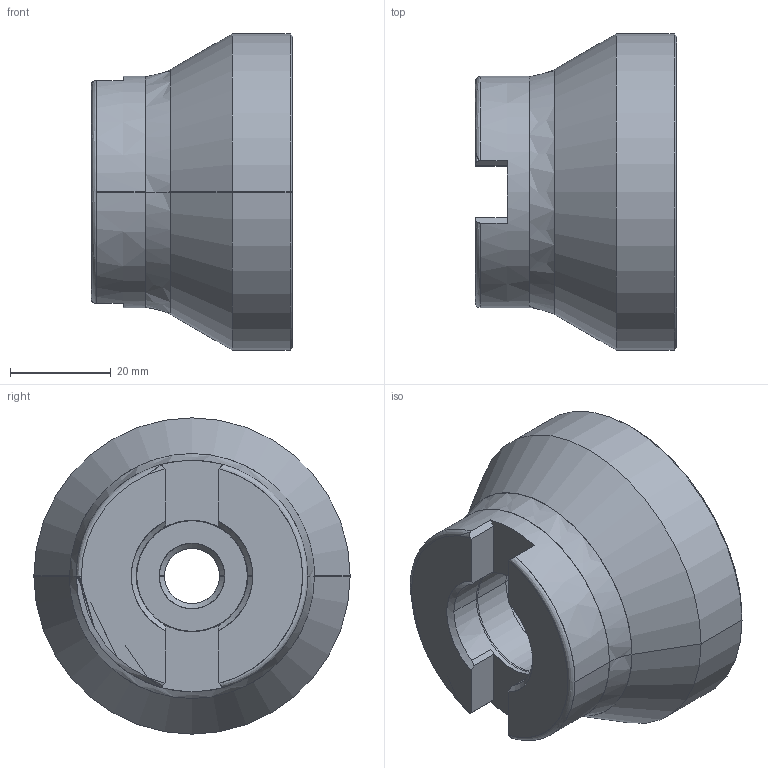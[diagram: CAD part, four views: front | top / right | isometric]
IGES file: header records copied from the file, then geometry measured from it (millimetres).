
Start section: SolidWorks IGES file using analytic representation for surfaces
Global section: file name: 90PP-063-85-4.IGS; native system: SolidWorks 2009; preprocessor: SolidWorks 2009; author: phk; date: 100112.134734; units: millimetre
Bounding box: 40 x 62.9 x 62.9 mm (x, y, z)
Surface area: 14004.1 mm2 (no closed solid volume)
Topology: 0 solids, 0 shells, 59 faces, 873 edges, 862 vertices
Faces by surface type: revolution 33, bspline 26
